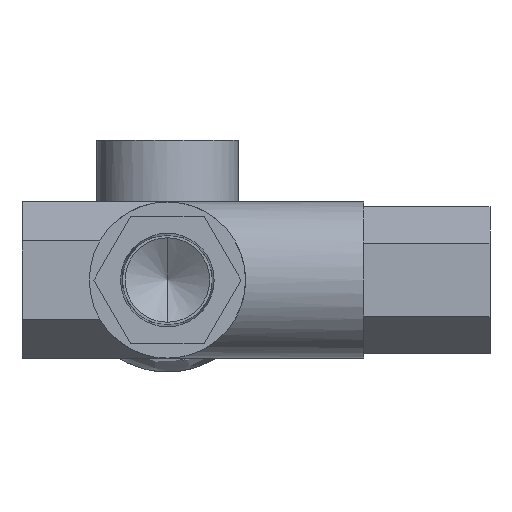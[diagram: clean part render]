
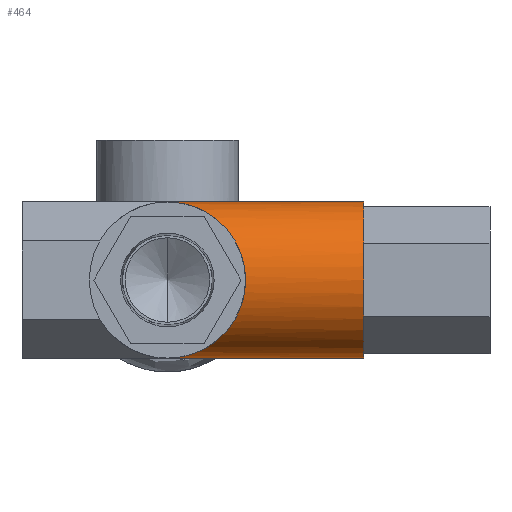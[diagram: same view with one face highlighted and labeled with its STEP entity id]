
A CAD part, front view. The second image highlights one B-rep face of the part: STEP entity #464.
In plain terms, the highlighted cylindrical face has radius 16.51 mm (diameter 33.02 mm), a partial arc.
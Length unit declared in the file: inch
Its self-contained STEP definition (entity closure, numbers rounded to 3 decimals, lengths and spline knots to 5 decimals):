
#287 = VERTEX_POINT ( 'NONE', #2010 ) ;
#306 = VERTEX_POINT ( 'NONE', #2064 ) ;
#329 = EDGE_CURVE ( 'NONE', #348, #391, #2193, .T. ) ;
#348 = VERTEX_POINT ( 'NONE', #2234 ) ;
#350 = EDGE_CURVE ( 'NONE', #287, #306, #2233, .T. ) ;
#390 = EDGE_CURVE ( 'NONE', #391, #306, #2497, .T. ) ;
#391 = VERTEX_POINT ( 'NONE', #2499 ) ;
#454 = ORIENTED_EDGE ( 'NONE', *, *, #455, .F. ) ;
#455 = EDGE_CURVE ( 'NONE', #348, #287, #2608, .T. ) ;
#456 = ORIENTED_EDGE ( 'NONE', *, *, #329, .T. ) ;
#462 = ORIENTED_EDGE ( 'NONE', *, *, #390, .T. ) ;
#464 = ADVANCED_FACE ( 'NONE', ( #2650 ), #2646, .T. ) ;
#466 = ORIENTED_EDGE ( 'NONE', *, *, #350, .F. ) ;
#468 = EDGE_LOOP ( 'NONE', ( #466, #454, #456, #462 ) ) ;
#2010 = CARTESIAN_POINT ( 'NONE',  ( 1.635, 0., -0.65 ) ) ;
#2064 = CARTESIAN_POINT ( 'NONE',  ( 0., 0., -0.65 ) ) ;
#2190 = DIRECTION ( 'NONE',  ( -1., 0., 0. ) ) ;
#2191 = VECTOR ( 'NONE', #2190, 39.37008 ) ;
#2192 = CARTESIAN_POINT ( 'NONE',  ( 1.635, 0., 0.65 ) ) ;
#2193 = LINE ( 'NONE', #2192, #2191 ) ;
#2230 = DIRECTION ( 'NONE',  ( -1., 0., 0. ) ) ;
#2231 = VECTOR ( 'NONE', #2230, 39.37008 ) ;
#2232 = CARTESIAN_POINT ( 'NONE',  ( 1.635, 0., -0.65 ) ) ;
#2233 = LINE ( 'NONE', #2232, #2231 ) ;
#2234 = CARTESIAN_POINT ( 'NONE',  ( 1.635, 0., 0.65 ) ) ;
#2493 = CARTESIAN_POINT ( 'NONE',  ( 0., 0., -0.65 ) ) ;
#2494 = CARTESIAN_POINT ( 'NONE',  ( 1.3, -1.3, -0.65 ) ) ;
#2495 = CARTESIAN_POINT ( 'NONE',  ( 1.3, -1.3, 0.65 ) ) ;
#2496 = CARTESIAN_POINT ( 'NONE',  ( 0., 0., 0.65 ) ) ;
#2497 =( BOUNDED_CURVE ( )  B_SPLINE_CURVE ( 3, ( #2496, #2495, #2494, #2493 ),
 .UNSPECIFIED., .F., .T. ) 
 B_SPLINE_CURVE_WITH_KNOTS ( ( 4, 4 ),
 ( 4.71239, 7.85398 ),
 .UNSPECIFIED. ) 
 CURVE ( )  GEOMETRIC_REPRESENTATION_ITEM ( )  RATIONAL_B_SPLINE_CURVE ( ( 1., 0.333, 0.333, 1. ) ) 
 REPRESENTATION_ITEM ( '' )  );
#2499 = CARTESIAN_POINT ( 'NONE',  ( 0., 0., 0.65 ) ) ;
#2604 = DIRECTION ( 'NONE',  ( 0., 0., -1. ) ) ;
#2605 = DIRECTION ( 'NONE',  ( 1., 0., 0. ) ) ;
#2606 = CARTESIAN_POINT ( 'NONE',  ( 1.635, 0., 0. ) ) ;
#2607 = AXIS2_PLACEMENT_3D ( 'NONE', #2606, #2605, #2604 ) ;
#2608 = CIRCLE ( 'NONE', #2607, 0.65 ) ;
#2641 = DIRECTION ( 'NONE',  ( 0., 0., 1. ) ) ;
#2642 = DIRECTION ( 'NONE',  ( -1., 0., 0. ) ) ;
#2643 = CARTESIAN_POINT ( 'NONE',  ( 1.635, 0., 0. ) ) ;
#2644 = AXIS2_PLACEMENT_3D ( 'NONE', #2643, #2642, #2641 ) ;
#2646 = CYLINDRICAL_SURFACE ( 'NONE', #2644, 0.65 ) ;
#2650 = FACE_OUTER_BOUND ( 'NONE', #468, .T. ) ;
